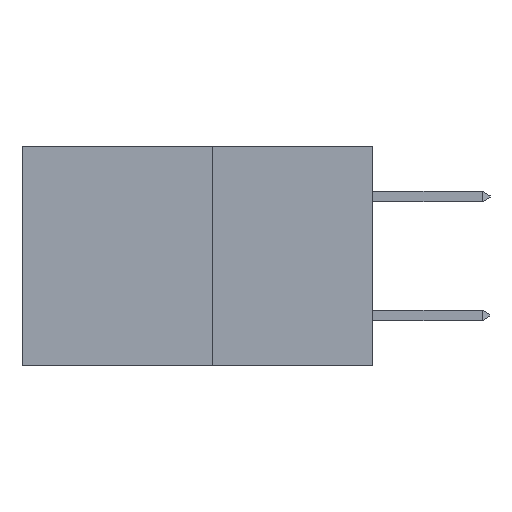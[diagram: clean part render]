
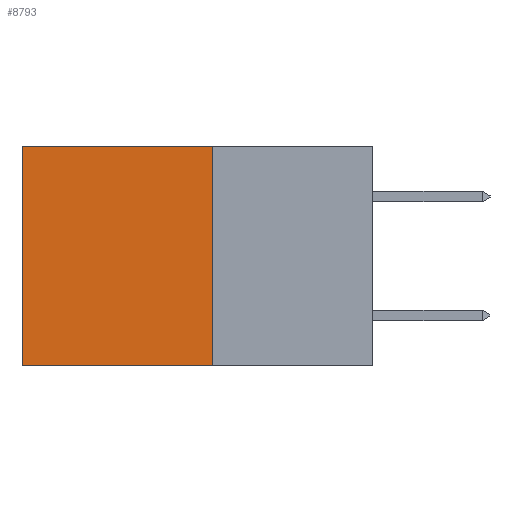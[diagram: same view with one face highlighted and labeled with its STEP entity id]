
A CAD part, left-side view. The second image highlights one B-rep face of the part: STEP entity #8793.
In plain terms, the highlighted planar face has unit normal (-1, 0, 0).
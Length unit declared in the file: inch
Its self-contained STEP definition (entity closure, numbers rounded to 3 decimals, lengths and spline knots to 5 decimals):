
#339 = ORIENTED_EDGE ( 'NONE', *, *, #8557, .T. ) ;
#880 = VECTOR ( 'NONE', #7877, 39.37008 ) ;
#1205 = LINE ( 'NONE', #1795, #880 ) ;
#1255 = LINE ( 'NONE', #5179, #6657 ) ;
#1309 = DIRECTION ( 'NONE',  ( 0., 0., -1. ) ) ;
#1431 = ORIENTED_EDGE ( 'NONE', *, *, #8738, .F. ) ;
#1540 = DIRECTION ( 'NONE',  ( 0., 0., -1. ) ) ;
#1795 = CARTESIAN_POINT ( 'NONE',  ( 0.277, 0.27, 0. ) ) ;
#1847 = LINE ( 'NONE', #7300, #9962 ) ;
#2953 = EDGE_CURVE ( 'NONE', #7776, #7875, #3299, .T. ) ;
#3299 = LINE ( 'NONE', #6518, #8348 ) ;
#3342 = CARTESIAN_POINT ( 'NONE',  ( 0.277, 0.27, -0.37 ) ) ;
#3543 = VERTEX_POINT ( 'NONE', #7568 ) ;
#4205 = ORIENTED_EDGE ( 'NONE', *, *, #6745, .F. ) ;
#4289 = DIRECTION ( 'NONE',  ( 0., 0., -1. ) ) ;
#4645 = ORIENTED_EDGE ( 'NONE', *, *, #2953, .T. ) ;
#5179 = CARTESIAN_POINT ( 'NONE',  ( 0.277, 0.27, -0.37 ) ) ;
#6357 = AXIS2_PLACEMENT_3D ( 'NONE', #3342, #7391, #1309 ) ;
#6518 = CARTESIAN_POINT ( 'NONE',  ( 0.277, 0.59, -0.37 ) ) ;
#6657 = VECTOR ( 'NONE', #12341, 39.37008 ) ;
#6745 = EDGE_CURVE ( 'NONE', #7939, #7875, #1255, .T. ) ;
#7300 = CARTESIAN_POINT ( 'NONE',  ( 0.277, 0.27, -0.37 ) ) ;
#7391 = DIRECTION ( 'NONE',  ( 1., 0., 0. ) ) ;
#7568 = CARTESIAN_POINT ( 'NONE',  ( 0.277, 0.27, 0. ) ) ;
#7776 = VERTEX_POINT ( 'NONE', #13118 ) ;
#7875 = VERTEX_POINT ( 'NONE', #9059 ) ;
#7877 = DIRECTION ( 'NONE',  ( 0., 1., 0. ) ) ;
#7939 = VERTEX_POINT ( 'NONE', #10209 ) ;
#8348 = VECTOR ( 'NONE', #1540, 39.37008 ) ;
#8557 = EDGE_CURVE ( 'NONE', #3543, #7776, #1205, .T. ) ;
#8738 = EDGE_CURVE ( 'NONE', #3543, #7939, #1847, .T. ) ;
#8793 = ADVANCED_FACE ( 'NONE', ( #9021 ), #10435, .F. ) ;
#9021 = FACE_OUTER_BOUND ( 'NONE', #12450, .T. ) ;
#9059 = CARTESIAN_POINT ( 'NONE',  ( 0.277, 0.59, -0.37 ) ) ;
#9962 = VECTOR ( 'NONE', #4289, 39.37008 ) ;
#10209 = CARTESIAN_POINT ( 'NONE',  ( 0.277, 0.27, -0.37 ) ) ;
#10435 = PLANE ( 'NONE',  #6357 ) ;
#12341 = DIRECTION ( 'NONE',  ( 0., 1., 0. ) ) ;
#12450 = EDGE_LOOP ( 'NONE', ( #4645, #4205, #1431, #339 ) ) ;
#13118 = CARTESIAN_POINT ( 'NONE',  ( 0.277, 0.59, 0. ) ) ;
